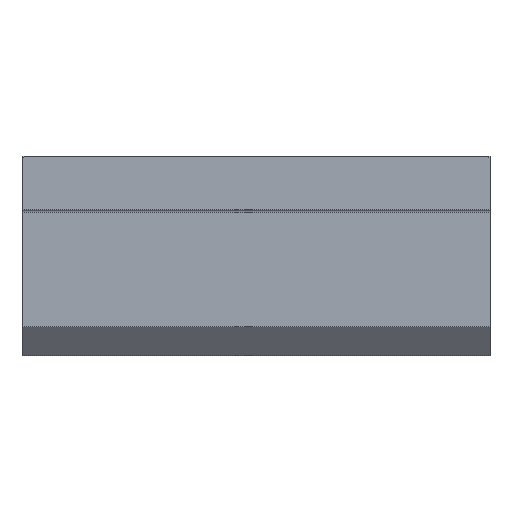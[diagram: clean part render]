
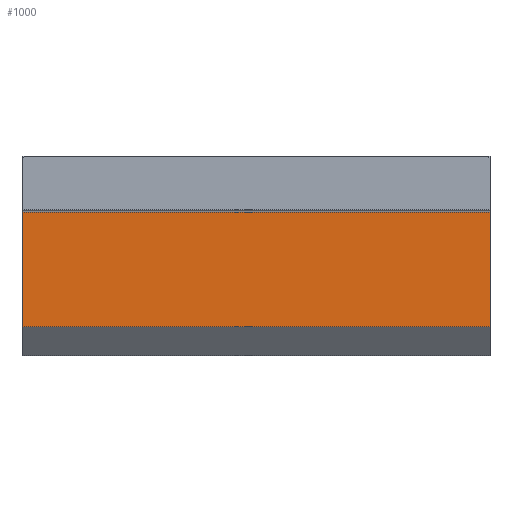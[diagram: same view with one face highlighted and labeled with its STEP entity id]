
A CAD part, left-side view. The second image highlights one B-rep face of the part: STEP entity #1000.
In plain terms, the highlighted planar face has unit normal (-1, 0, 0).
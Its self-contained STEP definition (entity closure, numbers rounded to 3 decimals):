
#46 = EDGE_CURVE ( 'NONE', #1596, #252, #1234, .T. ) ;
#58 = LINE ( 'NONE', #691, #450 ) ;
#69 = ORIENTED_EDGE ( 'NONE', *, *, #405, .T. ) ;
#195 = LINE ( 'NONE', #834, #1604 ) ;
#201 = CARTESIAN_POINT ( 'NONE',  ( -26.5, 96., -14. ) ) ;
#252 = VERTEX_POINT ( 'NONE', #1146 ) ;
#259 = CARTESIAN_POINT ( 'NONE',  ( -26.5, 96., 10. ) ) ;
#280 = CARTESIAN_POINT ( 'NONE',  ( -26.5, 0., 9.5 ) ) ;
#312 = VERTEX_POINT ( 'NONE', #280 ) ;
#334 = CARTESIAN_POINT ( 'NONE',  ( -26.5, 96., 10. ) ) ;
#368 = FACE_OUTER_BOUND ( 'NONE', #1100, .T. ) ;
#394 = EDGE_CURVE ( 'NONE', #252, #312, #58, .T. ) ;
#405 = EDGE_CURVE ( 'NONE', #312, #535, #195, .T. ) ;
#450 = VECTOR ( 'NONE', #1211, 1000. ) ;
#469 = CARTESIAN_POINT ( 'NONE',  ( -26.5, 96., 9.5 ) ) ;
#535 = VERTEX_POINT ( 'NONE', #469 ) ;
#556 = EDGE_CURVE ( 'NONE', #1596, #535, #1374, .T. ) ;
#691 = CARTESIAN_POINT ( 'NONE',  ( -26.5, 0., 10. ) ) ;
#743 = DIRECTION ( 'NONE',  ( 1., 0., 0. ) ) ;
#744 = ORIENTED_EDGE ( 'NONE', *, *, #556, .F. ) ;
#834 = CARTESIAN_POINT ( 'NONE',  ( -26.5, 96., 9.5 ) ) ;
#858 = PLANE ( 'NONE',  #908 ) ;
#908 = AXIS2_PLACEMENT_3D ( 'NONE', #259, #743, #1271 ) ;
#1000 = ADVANCED_FACE ( 'NONE', ( #368 ), #858, .F. ) ;
#1083 = DIRECTION ( 'NONE',  ( 0., 1., 0. ) ) ;
#1085 = VECTOR ( 'NONE', #1468, 1000. ) ;
#1100 = EDGE_LOOP ( 'NONE', ( #1412, #69, #744, #1135 ) ) ;
#1109 = DIRECTION ( 'NONE',  ( 0., 0., 1. ) ) ;
#1135 = ORIENTED_EDGE ( 'NONE', *, *, #46, .T. ) ;
#1146 = CARTESIAN_POINT ( 'NONE',  ( -26.5, 0., -14. ) ) ;
#1211 = DIRECTION ( 'NONE',  ( 0., 0., 1. ) ) ;
#1234 = LINE ( 'NONE', #201, #1085 ) ;
#1271 = DIRECTION ( 'NONE',  ( 0., 0., -1. ) ) ;
#1360 = VECTOR ( 'NONE', #1109, 1000. ) ;
#1374 = LINE ( 'NONE', #334, #1360 ) ;
#1412 = ORIENTED_EDGE ( 'NONE', *, *, #394, .T. ) ;
#1468 = DIRECTION ( 'NONE',  ( 0., -1., 0. ) ) ;
#1554 = CARTESIAN_POINT ( 'NONE',  ( -26.5, 96., -14. ) ) ;
#1596 = VERTEX_POINT ( 'NONE', #1554 ) ;
#1604 = VECTOR ( 'NONE', #1083, 1000. ) ;
